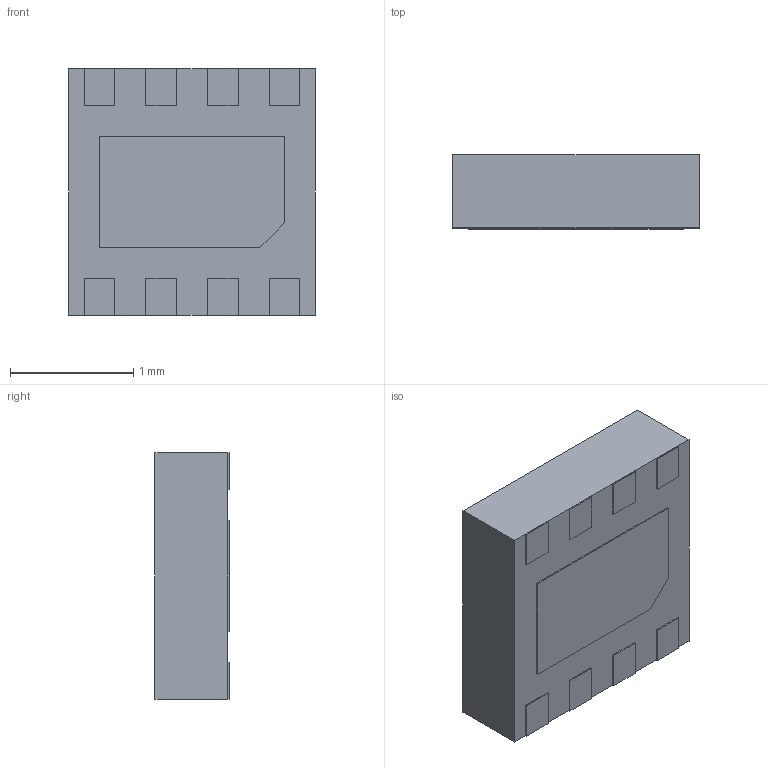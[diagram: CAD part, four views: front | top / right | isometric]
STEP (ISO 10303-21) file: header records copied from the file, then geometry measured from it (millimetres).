
FILE_DESCRIPTION (( 'STEP AP214' ), '1' );
FILE_NAME ('8501BBF1-C6F6-486A-A235-54DA395EEDE5.STEP', '2022-08-11T17:57:05', ( '' ), ( '' ), 'SwSTEP 2.0', 'SolidWorks 2022', '' );
FILE_SCHEMA (( 'AUTOMOTIVE_DESIGN' ));
Length unit declared in the file: millimetre
Products named in the file (1): 8501BBF1-C6F6-486A-A235-54DA395EEDE5
Bounding box: 2 x 0.6 x 2 mm (x, y, z)
Volume: 2.4 mm3; surface area: 16.7 mm2
Topology: 10 solids, 10 shells, 64 faces, 129 edges, 86 vertices
Faces by surface type: plane 62, cylinder 2
Entity records: 1785 total; most frequent: CARTESIAN_POINT 280, DIRECTION 263, ORIENTED_EDGE 258, EDGE_CURVE 129, VECTOR 125, LINE 125, VERTEX_POINT 86, AXIS2_PLACEMENT_3D 69
